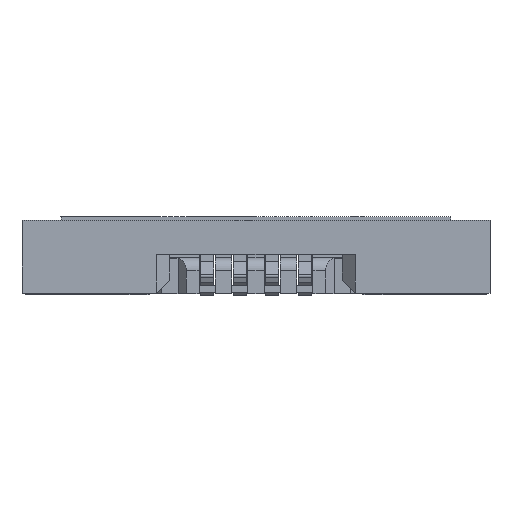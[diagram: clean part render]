
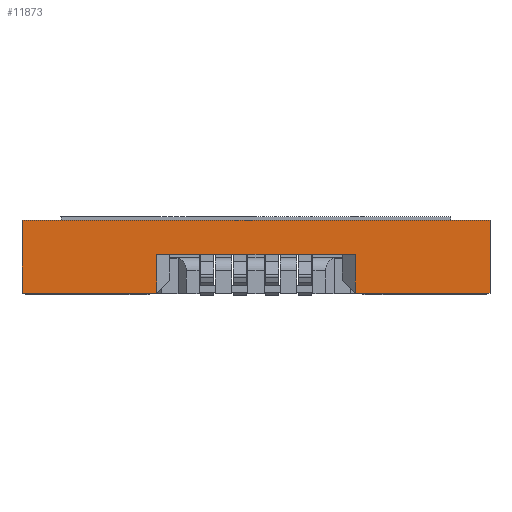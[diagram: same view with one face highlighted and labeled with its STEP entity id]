
A CAD part, top view. The second image highlights one B-rep face of the part: STEP entity #11873.
In plain terms, the highlighted planar face has unit normal (0, 0, 1).
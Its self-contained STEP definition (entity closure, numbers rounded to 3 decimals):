
#4287=DIRECTION('',(0.,-1.,0.));
#4288=VECTOR('',#4287,1.12);
#4289=CARTESIAN_POINT('',(-3.6,1.12,4.55));
#4290=LINE('',#4289,#4288);
#4291=DIRECTION('',(-1.,0.,0.));
#4292=VECTOR('',#4291,7.2);
#4293=CARTESIAN_POINT('',(3.6,1.12,4.55));
#4294=LINE('',#4293,#4292);
#4295=DIRECTION('',(0.,1.,0.));
#4296=VECTOR('',#4295,1.12);
#4297=CARTESIAN_POINT('',(3.6,0.,4.55));
#4298=LINE('',#4297,#4296);
#4299=DIRECTION('',(1.,0.,0.));
#4300=VECTOR('',#4299,2.075);
#4301=CARTESIAN_POINT('',(1.525,0.,4.55));
#4302=LINE('',#4301,#4300);
#4303=DIRECTION('',(1.,0.,0.));
#4304=VECTOR('',#4303,3.05);
#4305=CARTESIAN_POINT('',(-1.525,0.6,4.55));
#4306=LINE('',#4305,#4304);
#4307=DIRECTION('',(1.,0.,0.));
#4308=VECTOR('',#4307,2.075);
#4309=CARTESIAN_POINT('',(-3.6,0.,4.55));
#4310=LINE('',#4309,#4308);
#4331=DIRECTION('',(0.,1.,0.));
#4332=VECTOR('',#4331,0.6);
#4333=CARTESIAN_POINT('',(-1.525,0.,4.55));
#4334=LINE('',#4333,#4332);
#4355=DIRECTION('',(0.,-1.,0.));
#4356=VECTOR('',#4355,0.6);
#4357=CARTESIAN_POINT('',(1.525,0.6,4.55));
#4358=LINE('',#4357,#4356);
#4703=CARTESIAN_POINT('',(-3.6,1.12,4.55));
#4704=CARTESIAN_POINT('',(-3.6,0.,4.55));
#4705=VERTEX_POINT('',#4703);
#4706=VERTEX_POINT('',#4704);
#4707=CARTESIAN_POINT('',(3.6,0.,4.55));
#4708=CARTESIAN_POINT('',(3.6,1.12,4.55));
#4709=VERTEX_POINT('',#4707);
#4710=VERTEX_POINT('',#4708);
#5567=CARTESIAN_POINT('',(-1.525,0.,4.55));
#5569=VERTEX_POINT('',#5567);
#5571=CARTESIAN_POINT('',(-1.525,0.6,4.55));
#5572=VERTEX_POINT('',#5571);
#5575=CARTESIAN_POINT('',(1.525,0.6,4.55));
#5576=CARTESIAN_POINT('',(1.525,0.,4.55));
#5577=VERTEX_POINT('',#5575);
#5578=VERTEX_POINT('',#5576);
#11852=CARTESIAN_POINT('',(0.,0.,4.55));
#11853=DIRECTION('',(0.,0.,1.));
#11854=DIRECTION('',(1.,0.,0.));
#11855=AXIS2_PLACEMENT_3D('',#11852,#11853,#11854);
#11856=PLANE('',#11855);
#11858=ORIENTED_EDGE('',*,*,#11857,.F.);
#11860=ORIENTED_EDGE('',*,*,#11859,.F.);
#11862=ORIENTED_EDGE('',*,*,#11861,.F.);
#11863=ORIENTED_EDGE('',*,*,#11843,.F.);
#11865=ORIENTED_EDGE('',*,*,#11864,.F.);
#11866=ORIENTED_EDGE('',*,*,#7364,.F.);
#11868=ORIENTED_EDGE('',*,*,#11867,.F.);
#11870=ORIENTED_EDGE('',*,*,#11869,.F.);
#11871=EDGE_LOOP('',(#11858,#11860,#11862,#11863,#11865,#11866,#11868,#11870));
#11872=FACE_OUTER_BOUND('',#11871,.F.);
#11873=ADVANCED_FACE('',(#11872),#11856,.T.);
#7364=EDGE_CURVE('',#5572,#5577,#4306,.T.);
#11843=EDGE_CURVE('',#5578,#4709,#4302,.T.);
#11857=EDGE_CURVE('',#4705,#4706,#4290,.T.);
#11859=EDGE_CURVE('',#4710,#4705,#4294,.T.);
#11861=EDGE_CURVE('',#4709,#4710,#4298,.T.);
#11864=EDGE_CURVE('',#5577,#5578,#4358,.T.);
#11867=EDGE_CURVE('',#5569,#5572,#4334,.T.);
#11869=EDGE_CURVE('',#4706,#5569,#4310,.T.);
